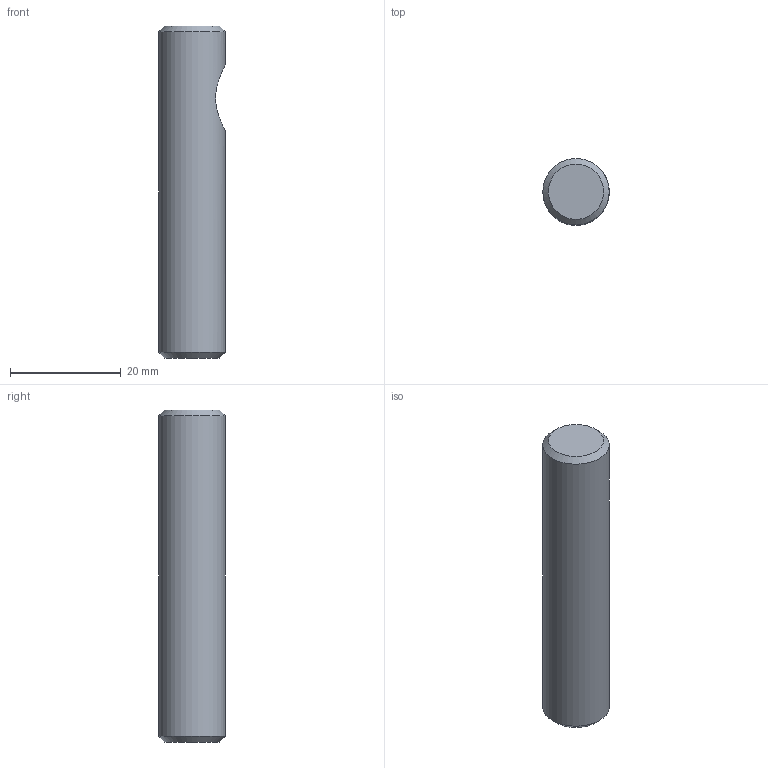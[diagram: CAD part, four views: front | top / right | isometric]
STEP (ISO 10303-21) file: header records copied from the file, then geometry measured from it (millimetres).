
FILE_DESCRIPTION(/* description */ ('Zuganker G 50 M12 lang'),/* implementation_level */ '2;1');
FILE_NAME(/* name */ 'SV7308V_A.stp',/* time_stamp */ '2015-11-27T08:51:51+01:00',/* author */ ('Marina Kaa'),/* organization */ (''),/* preprocessor_version */ 'ST-DEVELOPER v15.6',/* originating_system */ 'Autodesk Inventor 2015',/* authorisation */ '');
FILE_SCHEMA (('AUTOMOTIVE_DESIGN { 1 0 10303 214 3 1 1 }'));
Length unit declared in the file: millimetre
Products named in the file (1): SV7308V_A
Bounding box: 12 x 12 x 60 mm (x, y, z)
Volume: 6577.7 mm3; surface area: 2468.2 mm2
Topology: 1 solids, 1 shells, 6 faces, 11 edges, 7 vertices
Faces by surface type: cone 3, plane 2, cylinder 1
Full cylindrical faces by diameter (mm): 12 x1
Entity records: 193 total; most frequent: CARTESIAN_POINT 70, DIRECTION 22, ORIENTED_EDGE 12, AXIS2_PLACEMENT_3D 11, EDGE_LOOP 10, FACE_OUTER_BOUND 6, VERTEX_POINT 6, EDGE_CURVE 6
